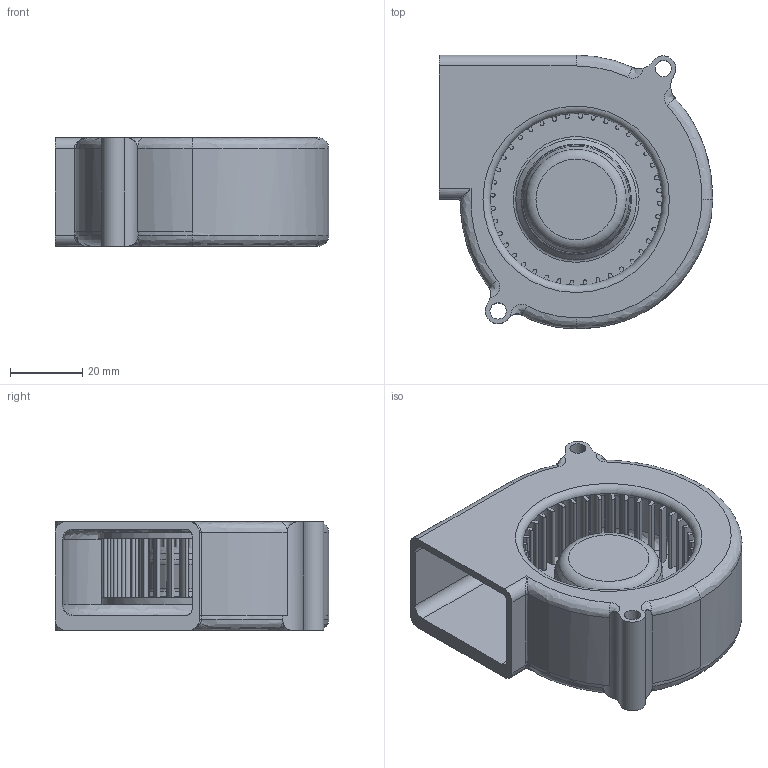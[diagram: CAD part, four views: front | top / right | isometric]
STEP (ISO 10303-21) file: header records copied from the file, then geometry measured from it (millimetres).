
FILE_DESCRIPTION(/* description */ (''),/* implementation_level */ '2;1');
FILE_NAME(/* name */ 'Gamma 28 Blower Fan 7630mm.step',/* time_stamp */ '2023-02-20T00:31:53+08:00',/* author */ (''),/* organization */ (''),/* preprocessor_version */ 'ST-DEVELOPER v19.2',/* originating_system */ 'Autodesk Translation Framework v11.17.0.187',/* authorisation */ '');
FILE_SCHEMA (('AUTOMOTIVE_DESIGN { 1 0 10303 214 3 1 1 }'));
Length unit declared in the file: millimetre
Products named in the file (1): Gamma 28 Blower Fan 76×30mm
Bounding box: 75.7 x 75.7 x 30 mm (x, y, z)
Volume: 55067 mm3; surface area: 42143 mm2
Topology: 2 solids, 2 shells, 282 faces, 923 edges, 599 vertices
Faces by surface type: cylinder 219, bspline 40, plane 16, torus 5, cone 2
Full cylindrical faces by diameter (mm): 4.5 x2, 30 x1, 54 x1, 55.991 x1
Entity records: 11708 total; most frequent: CARTESIAN_POINT 3212, DIRECTION 1898, ORIENTED_EDGE 1826, EDGE_CURVE 913, AXIS2_PLACEMENT_3D 803, VERTEX_POINT 599, CIRCLE 560, EDGE_LOOP 332
